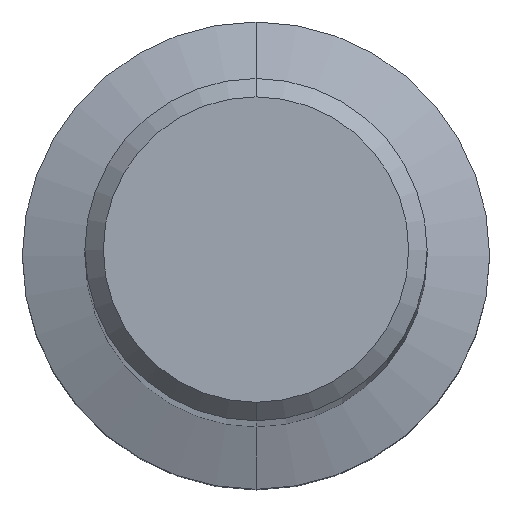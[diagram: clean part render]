
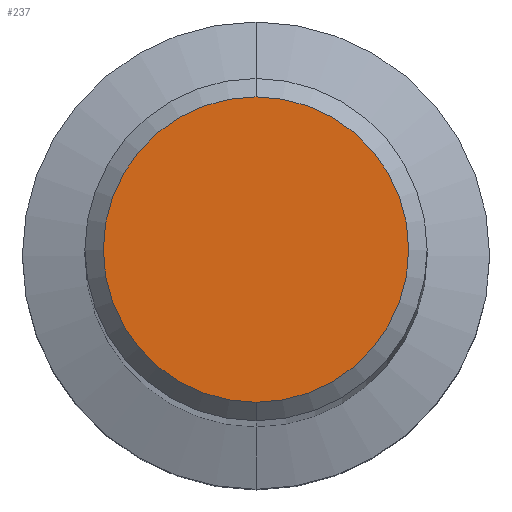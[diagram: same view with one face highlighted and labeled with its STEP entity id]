
A CAD part, top view. The second image highlights one B-rep face of the part: STEP entity #237.
In plain terms, the highlighted planar face has unit normal (0, 0, 1).
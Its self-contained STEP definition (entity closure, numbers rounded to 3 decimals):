
#157=VERTEX_POINT('',#362);
#179=VERTEX_POINT('',#388);
#237=ADVANCED_FACE('',(#454),#455,.T.);
#253=EDGE_CURVE('',#179,#157,#472,.T.);
#255=EDGE_CURVE('',#157,#179,#474,.T.);
#362=CARTESIAN_POINT('',(0.,-4.15,0.0));
#388=CARTESIAN_POINT('',(0.0,4.15,0.0));
#454=FACE_OUTER_BOUND('',#703,.T.);
#455=PLANE('',#704);
#472=CIRCLE('',#728,4.15);
#474=CIRCLE('',#731,4.15);
#703=EDGE_LOOP('',(#983,#984));
#704=AXIS2_PLACEMENT_3D('',#985,#986,#987);
#728=AXIS2_PLACEMENT_3D('',#1003,#1004,#1005);
#731=AXIS2_PLACEMENT_3D('',#1006,#1007,#1008);
#983=ORIENTED_EDGE('',*,*,#253,.F.);
#984=ORIENTED_EDGE('',*,*,#255,.F.);
#985=CARTESIAN_POINT('',(0.0,2.075,0.0));
#986=DIRECTION('',(-0.0,0.0,1.0));
#987=DIRECTION('',(0.0,-1.0,0.0));
#1003=CARTESIAN_POINT('',(0.0,0.0,0.0));
#1004=DIRECTION('',(0.0,0.0,-1.0));
#1005=DIRECTION('',(0.0,1.0,0.0));
#1006=CARTESIAN_POINT('',(0.0,0.0,0.0));
#1007=DIRECTION('',(0.0,0.0,-1.0));
#1008=DIRECTION('',(0.0,1.0,0.0));
